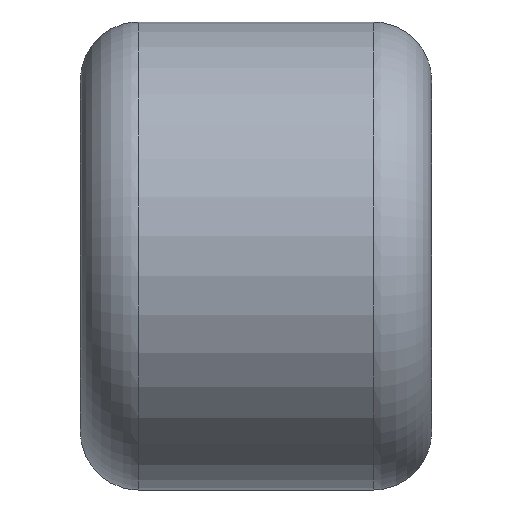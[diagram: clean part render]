
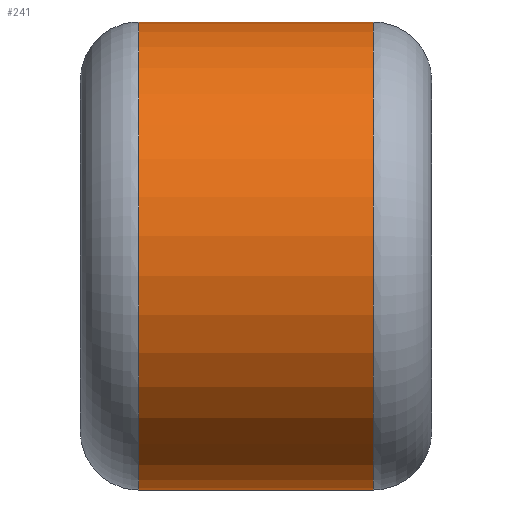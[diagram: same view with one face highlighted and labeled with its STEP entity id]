
A CAD part, left-side view. The second image highlights one B-rep face of the part: STEP entity #241.
In plain terms, the highlighted cylindrical face has radius 4 mm (diameter 8 mm), a partial arc.
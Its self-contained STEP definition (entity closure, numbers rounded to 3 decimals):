
#35=FACE_OUTER_BOUND('',#51,.T.);
#51=EDGE_LOOP('',(#165,#166,#167,#168));
#71=CIRCLE('',#272,4.);
#72=CIRCLE('',#273,4.);
#83=LINE('',#375,#97);
#84=LINE('',#379,#98);
#97=VECTOR('',#303,4.);
#98=VECTOR('',#306,4.);
#111=VERTEX_POINT('',#373);
#112=VERTEX_POINT('',#374);
#113=VERTEX_POINT('',#376);
#114=VERTEX_POINT('',#378);
#131=EDGE_CURVE('',#111,#112,#83,.T.);
#132=EDGE_CURVE('',#112,#113,#71,.T.);
#133=EDGE_CURVE('',#114,#113,#84,.T.);
#134=EDGE_CURVE('',#114,#111,#72,.F.);
#165=ORIENTED_EDGE('',*,*,#131,.T.);
#166=ORIENTED_EDGE('',*,*,#132,.T.);
#167=ORIENTED_EDGE('',*,*,#133,.F.);
#168=ORIENTED_EDGE('',*,*,#134,.T.);
#233=CYLINDRICAL_SURFACE('',#271,4.);
#241=ADVANCED_FACE('',(#35),#233,.T.);
#271=AXIS2_PLACEMENT_3D('',#372,#301,#302);
#272=AXIS2_PLACEMENT_3D('',#377,#304,#305);
#273=AXIS2_PLACEMENT_3D('',#380,#307,#308);
#301=DIRECTION('center_axis',(0.,-1.,0.));
#302=DIRECTION('ref_axis',(-1.,0.,0.));
#303=DIRECTION('',(0.,-1.,0.));
#304=DIRECTION('center_axis',(0.,1.,0.));
#305=DIRECTION('ref_axis',(0.,0.,1.));
#306=DIRECTION('',(0.,-1.,0.));
#307=DIRECTION('center_axis',(0.,1.,0.));
#308=DIRECTION('ref_axis',(0.,0.,1.));
#372=CARTESIAN_POINT('Origin',(0.,6.,0.));
#373=CARTESIAN_POINT('',(2.646,5.,-3.));
#374=CARTESIAN_POINT('',(2.646,1.,-3.));
#375=CARTESIAN_POINT('',(2.646,5.,-3.));
#376=CARTESIAN_POINT('',(2.646,1.,3.));
#377=CARTESIAN_POINT('Origin',(0.,1.,0.));
#378=CARTESIAN_POINT('',(2.646,5.,3.));
#379=CARTESIAN_POINT('',(2.646,5.,3.));
#380=CARTESIAN_POINT('Origin',(0.,5.,0.));
